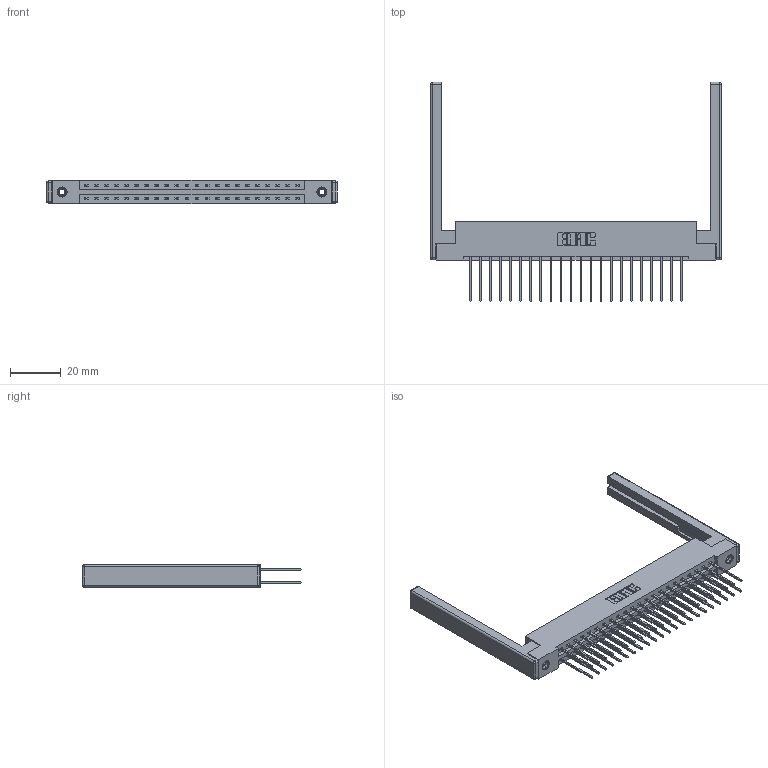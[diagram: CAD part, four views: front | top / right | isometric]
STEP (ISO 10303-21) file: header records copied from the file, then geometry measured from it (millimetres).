
FILE_DESCRIPTION (( 'STEP AP203' ), '1' );
FILE_NAME ('387-044-542-268.STEP', '2019-10-18T05:55:28', ( '' ), ( '' ), 'SwSTEP 2.0', 'SolidWorks 2016', '' );
FILE_SCHEMA (( 'CONFIG_CONTROL_DESIGN' ));
Length unit declared in the file: inch
Products named in the file (5): 387-044-542-268; 337 Part_Flush Mounting Lugs - 0.156 Dia-TI; 345-292-001_345-293-142; 307-220-068; 345-250-001_345-250-001-102
Assembly tree (49 placements, depth 2):
  387-044-542-268
    337 Part_Flush Mounting Lugs - 0.156 Dia-TI
    345-292-001_345-293-142  x44
    345-250-001_345-250-001-102  x2
    307-220-068  x2
Bounding box: 114.6 x 86.37 x 9.4 mm (x, y, z)
Volume: 16401.6 mm3; surface area: 18447.7 mm2
Topology: 49 solids, 49 shells, 2644 faces, 7785 edges, 5110 vertices
Faces by surface type: plane 1830, cylinder 790, cone 12, sphere 8, torus 4
Entity records: 22422 total; most frequent: CARTESIAN_POINT 3759, ORIENTED_EDGE 3684, DIRECTION 3304, EDGE_CURVE 1842, VECTOR 1664, LINE 1664, VERTEX_POINT 1218, AXIS2_PLACEMENT_3D 820
